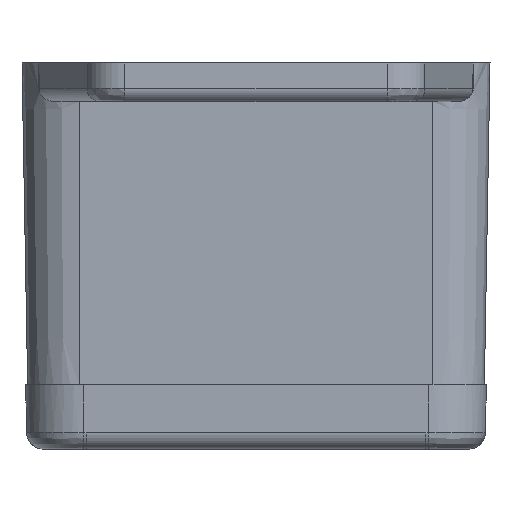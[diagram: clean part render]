
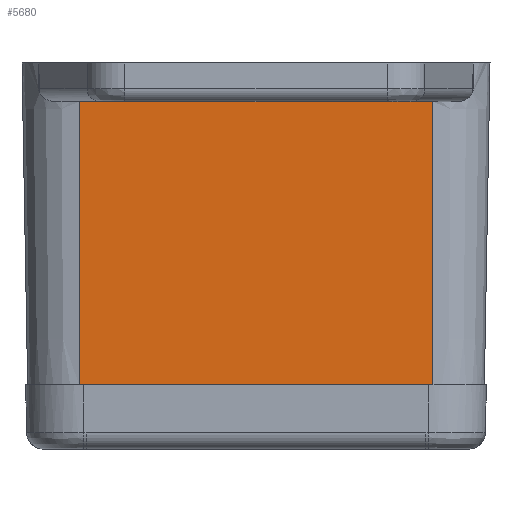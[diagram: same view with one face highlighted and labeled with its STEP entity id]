
A CAD part, front view. The second image highlights one B-rep face of the part: STEP entity #5680.
In plain terms, the highlighted planar face has unit normal (0, -1, -0.018).
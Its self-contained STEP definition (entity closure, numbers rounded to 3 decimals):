
#764 = VECTOR ( 'NONE', #4587, 1000. ) ;
#788 = AXIS2_PLACEMENT_3D ( 'NONE', #10328, #3041, #11555 ) ;
#2692 = LINE ( 'NONE', #10594, #764 ) ;
#2759 = EDGE_LOOP ( 'NONE', ( #6861, #3261, #11477, #8930 ) ) ;
#3041 = DIRECTION ( 'NONE',  ( 0., -1., -0.017 ) ) ;
#3261 = ORIENTED_EDGE ( 'NONE', *, *, #7782, .F. ) ;
#3409 = CARTESIAN_POINT ( 'NONE',  ( -379.098, 2134.839, 21. ) ) ;
#4247 = PLANE ( 'NONE',  #788 ) ;
#4587 = DIRECTION ( 'NONE',  ( 0., 0.017, -1. ) ) ;
#4979 = EDGE_CURVE ( 'NONE', #9868, #5384, #5809, .T. ) ;
#5179 = VECTOR ( 'NONE', #14174, 1000. ) ;
#5384 = VERTEX_POINT ( 'NONE', #6611 ) ;
#5680 = ADVANCED_FACE ( 'NONE', ( #15201 ), #4247, .T. ) ;
#5737 = CARTESIAN_POINT ( 'NONE',  ( -406.598, 2135.223, -1. ) ) ;
#5809 = LINE ( 'NONE', #14848, #11846 ) ;
#6414 = DIRECTION ( 'NONE',  ( -1., 0., 0. ) ) ;
#6525 = CARTESIAN_POINT ( 'NONE',  ( -379.098, 2135.223, -1. ) ) ;
#6611 = CARTESIAN_POINT ( 'NONE',  ( -406.598, 2134.839, 21. ) ) ;
#6861 = ORIENTED_EDGE ( 'NONE', *, *, #13701, .T. ) ;
#6944 = DIRECTION ( 'NONE',  ( 1., 0., 0. ) ) ;
#7782 = EDGE_CURVE ( 'NONE', #9868, #9951, #2692, .T. ) ;
#8092 = LINE ( 'NONE', #5737, #10915 ) ;
#8381 = LINE ( 'NONE', #10557, #5179 ) ;
#8930 = ORIENTED_EDGE ( 'NONE', *, *, #9585, .F. ) ;
#9585 = EDGE_CURVE ( 'NONE', #9937, #5384, #8381, .T. ) ;
#9868 = VERTEX_POINT ( 'NONE', #3409 ) ;
#9937 = VERTEX_POINT ( 'NONE', #14955 ) ;
#9951 = VERTEX_POINT ( 'NONE', #6525 ) ;
#10328 = CARTESIAN_POINT ( 'NONE',  ( -406.598, 2135.223, -1. ) ) ;
#10557 = CARTESIAN_POINT ( 'NONE',  ( -406.598, -6574.872, 499000. ) ) ;
#10594 = CARTESIAN_POINT ( 'NONE',  ( -379.098, -6574.872, 499000. ) ) ;
#10915 = VECTOR ( 'NONE', #6944, 1000. ) ;
#11477 = ORIENTED_EDGE ( 'NONE', *, *, #4979, .T. ) ;
#11555 = DIRECTION ( 'NONE',  ( 0., 0.017, -1. ) ) ;
#11846 = VECTOR ( 'NONE', #6414, 1000. ) ;
#13701 = EDGE_CURVE ( 'NONE', #9937, #9951, #8092, .T. ) ;
#14174 = DIRECTION ( 'NONE',  ( 0., -0.017, 1. ) ) ;
#14848 = CARTESIAN_POINT ( 'NONE',  ( -406.598, 2134.839, 21. ) ) ;
#14955 = CARTESIAN_POINT ( 'NONE',  ( -406.598, 2135.223, -1. ) ) ;
#15201 = FACE_OUTER_BOUND ( 'NONE', #2759, .T. ) ;
